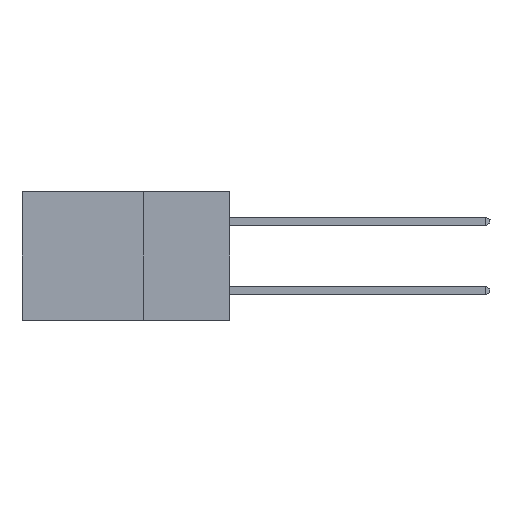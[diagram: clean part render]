
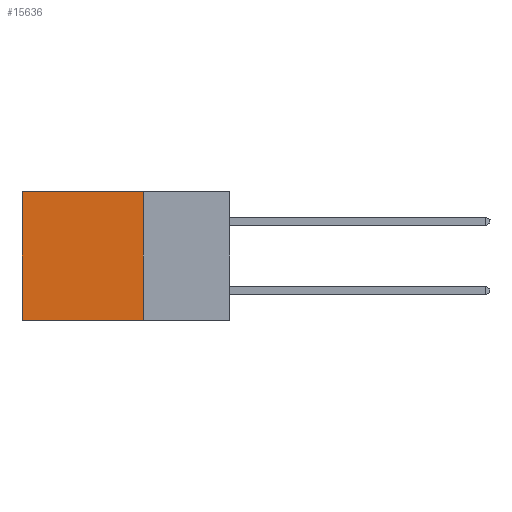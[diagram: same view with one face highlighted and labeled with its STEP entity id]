
A CAD part, left-side view. The second image highlights one B-rep face of the part: STEP entity #15636.
In plain terms, the highlighted planar face has unit normal (-1, 0, 0).
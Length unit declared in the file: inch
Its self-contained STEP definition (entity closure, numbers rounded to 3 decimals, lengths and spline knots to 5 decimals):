
#105 = VERTEX_POINT ( 'NONE', #13554 ) ;
#332 = DIRECTION ( 'NONE',  ( 0., 0., -1. ) ) ;
#793 = LINE ( 'NONE', #18537, #12607 ) ;
#1595 = LINE ( 'NONE', #18034, #8818 ) ;
#2361 = ORIENTED_EDGE ( 'NONE', *, *, #16596, .F. ) ;
#2560 = CARTESIAN_POINT ( 'NONE',  ( 0.298, 0.25, 0. ) ) ;
#2620 = PLANE ( 'NONE',  #8242 ) ;
#2892 = EDGE_CURVE ( 'NONE', #11676, #15901, #16053, .T. ) ;
#3970 = FACE_OUTER_BOUND ( 'NONE', #7874, .T. ) ;
#4325 = ORIENTED_EDGE ( 'NONE', *, *, #13898, .T. ) ;
#5711 = DIRECTION ( 'NONE',  ( 0., 0., -1. ) ) ;
#6710 = CARTESIAN_POINT ( 'NONE',  ( 0.298, 0.25, 0. ) ) ;
#7243 = ORIENTED_EDGE ( 'NONE', *, *, #2892, .F. ) ;
#7874 = EDGE_LOOP ( 'NONE', ( #16874, #2361, #7243, #4325 ) ) ;
#8094 = VECTOR ( 'NONE', #17055, 39.37008 ) ;
#8242 = AXIS2_PLACEMENT_3D ( 'NONE', #2560, #14869, #5711 ) ;
#8626 = VERTEX_POINT ( 'NONE', #17050 ) ;
#8818 = VECTOR ( 'NONE', #18097, 39.37008 ) ;
#9353 = EDGE_CURVE ( 'NONE', #105, #8626, #793, .T. ) ;
#9396 = DIRECTION ( 'NONE',  ( 0., 0., -1. ) ) ;
#10538 = CARTESIAN_POINT ( 'NONE',  ( 0.298, 0.25, 0. ) ) ;
#11586 = VECTOR ( 'NONE', #9396, 39.37008 ) ;
#11676 = VERTEX_POINT ( 'NONE', #6710 ) ;
#12607 = VECTOR ( 'NONE', #332, 39.37008 ) ;
#13554 = CARTESIAN_POINT ( 'NONE',  ( 0.298, 0.6, 0. ) ) ;
#13898 = EDGE_CURVE ( 'NONE', #11676, #105, #1595, .T. ) ;
#14869 = DIRECTION ( 'NONE',  ( 1., 0., 0. ) ) ;
#15546 = CARTESIAN_POINT ( 'NONE',  ( 0.298, 0.25, -0.37 ) ) ;
#15636 = ADVANCED_FACE ( 'NONE', ( #3970 ), #2620, .F. ) ;
#15901 = VERTEX_POINT ( 'NONE', #16936 ) ;
#16053 = LINE ( 'NONE', #10538, #11586 ) ;
#16166 = LINE ( 'NONE', #15546, #8094 ) ;
#16596 = EDGE_CURVE ( 'NONE', #15901, #8626, #16166, .T. ) ;
#16874 = ORIENTED_EDGE ( 'NONE', *, *, #9353, .T. ) ;
#16936 = CARTESIAN_POINT ( 'NONE',  ( 0.298, 0.25, -0.37 ) ) ;
#17050 = CARTESIAN_POINT ( 'NONE',  ( 0.298, 0.6, -0.37 ) ) ;
#17055 = DIRECTION ( 'NONE',  ( 0., 1., 0. ) ) ;
#18034 = CARTESIAN_POINT ( 'NONE',  ( 0.298, 0.25, 0. ) ) ;
#18097 = DIRECTION ( 'NONE',  ( 0., 1., 0. ) ) ;
#18537 = CARTESIAN_POINT ( 'NONE',  ( 0.298, 0.6, 0. ) ) ;
